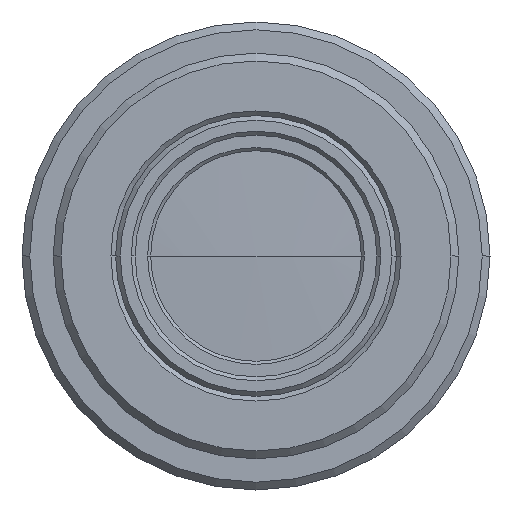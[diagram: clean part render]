
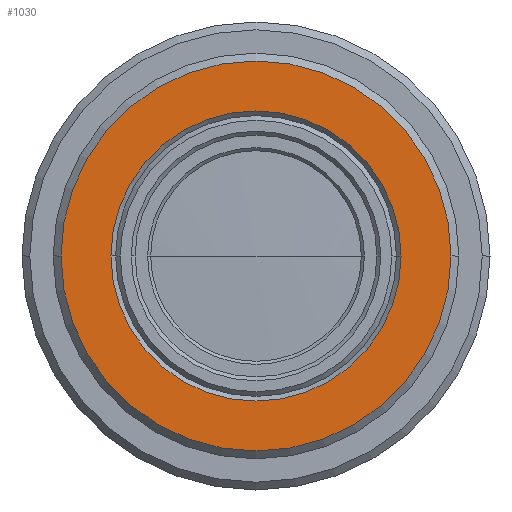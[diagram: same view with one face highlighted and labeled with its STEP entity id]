
A CAD part, left-side view. The second image highlights one B-rep face of the part: STEP entity #1030.
In plain terms, the highlighted planar face has unit normal (-1, 0, 0).
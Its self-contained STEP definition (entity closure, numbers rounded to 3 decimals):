
#36 = DIRECTION ( 'NONE',  ( -1., 0., 0. ) ) ;
#90 = FACE_OUTER_BOUND ( 'NONE', #1993, .T. ) ;
#109 = EDGE_CURVE ( 'NONE', #1700, #2138, #2108, .T. ) ;
#174 = CARTESIAN_POINT ( 'NONE',  ( -12., -9.3, 0. ) ) ;
#200 = ORIENTED_EDGE ( 'NONE', *, *, #2286, .T. ) ;
#240 = DIRECTION ( 'NONE',  ( 0., -1., 0. ) ) ;
#315 = ORIENTED_EDGE ( 'NONE', *, *, #2528, .F. ) ;
#448 = CARTESIAN_POINT ( 'NONE',  ( -12., 0., 0. ) ) ;
#486 = CARTESIAN_POINT ( 'NONE',  ( -12., 0., 0. ) ) ;
#607 = EDGE_CURVE ( 'NONE', #2788, #1118, #2212, .T. ) ;
#691 = DIRECTION ( 'NONE',  ( 0., -1., 0. ) ) ;
#728 = FACE_BOUND ( 'NONE', #2033, .T. ) ;
#809 = CARTESIAN_POINT ( 'NONE',  ( -12., 0., 0. ) ) ;
#1030 = ADVANCED_FACE ( 'NONE', ( #728, #90 ), #1987, .F. ) ;
#1036 = AXIS2_PLACEMENT_3D ( 'NONE', #486, #1946, #240 ) ;
#1118 = VERTEX_POINT ( 'NONE', #1781 ) ;
#1258 = CARTESIAN_POINT ( 'NONE',  ( -12., 9.3, 0. ) ) ;
#1265 = CARTESIAN_POINT ( 'NONE',  ( -12., 9.3, 0. ) ) ;
#1346 = AXIS2_PLACEMENT_3D ( 'NONE', #1258, #2961, #1501 ) ;
#1442 = AXIS2_PLACEMENT_3D ( 'NONE', #1729, #36, #2937 ) ;
#1501 = DIRECTION ( 'NONE',  ( 0., 1., 0. ) ) ;
#1612 = ORIENTED_EDGE ( 'NONE', *, *, #109, .F. ) ;
#1700 = VERTEX_POINT ( 'NONE', #174 ) ;
#1729 = CARTESIAN_POINT ( 'NONE',  ( -12., 0., 0. ) ) ;
#1781 = CARTESIAN_POINT ( 'NONE',  ( -12., 12.5, 0. ) ) ;
#1926 = CIRCLE ( 'NONE', #2359, 9.3 ) ;
#1946 = DIRECTION ( 'NONE',  ( -1., 0., 0. ) ) ;
#1987 = PLANE ( 'NONE',  #1346 ) ;
#1993 = EDGE_LOOP ( 'NONE', ( #200, #2630 ) ) ;
#2033 = EDGE_LOOP ( 'NONE', ( #1612, #315 ) ) ;
#2108 = CIRCLE ( 'NONE', #1036, 9.3 ) ;
#2138 = VERTEX_POINT ( 'NONE', #1265 ) ;
#2154 = DIRECTION ( 'NONE',  ( -1., 0., 0. ) ) ;
#2212 = CIRCLE ( 'NONE', #1442, 12.5 ) ;
#2259 = CARTESIAN_POINT ( 'NONE',  ( -12., -12.5, 0. ) ) ;
#2286 = EDGE_CURVE ( 'NONE', #1118, #2788, #2311, .T. ) ;
#2311 = CIRCLE ( 'NONE', #3125, 12.5 ) ;
#2359 = AXIS2_PLACEMENT_3D ( 'NONE', #448, #2154, #691 ) ;
#2439 = DIRECTION ( 'NONE',  ( 0., -1., 0. ) ) ;
#2528 = EDGE_CURVE ( 'NONE', #2138, #1700, #1926, .T. ) ;
#2630 = ORIENTED_EDGE ( 'NONE', *, *, #607, .T. ) ;
#2734 = DIRECTION ( 'NONE',  ( -1., 0., 0. ) ) ;
#2788 = VERTEX_POINT ( 'NONE', #2259 ) ;
#2937 = DIRECTION ( 'NONE',  ( 0., -1., 0. ) ) ;
#2961 = DIRECTION ( 'NONE',  ( 1., 0., 0. ) ) ;
#3125 = AXIS2_PLACEMENT_3D ( 'NONE', #809, #2734, #2439 ) ;
